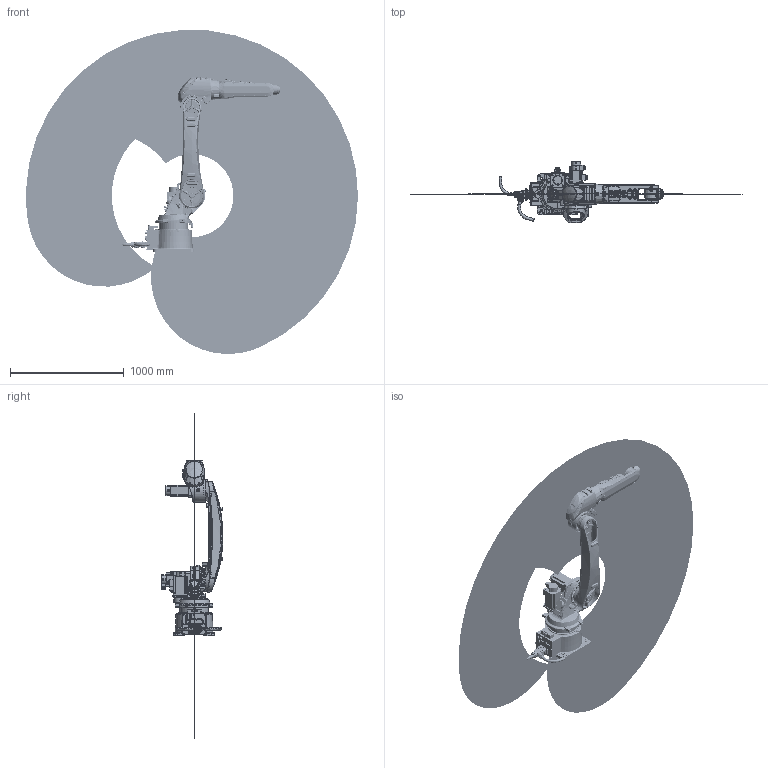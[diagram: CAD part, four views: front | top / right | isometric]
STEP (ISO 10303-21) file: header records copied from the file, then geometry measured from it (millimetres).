
FILE_DESCRIPTION (( 'STEP AP214' ), '1' );
FILE_NAME ('AN-25-30_1.6.STEP', '2024-03-25T03:12:46', ( '' ), ( '' ), 'SwSTEP 2.0', 'SolidWorks 2018', '' );
FILE_SCHEMA (( 'AUTOMOTIVE_DESIGN' ));
Length unit declared in the file: millimetre
Products named in the file (11): NB25s-3Dwork-D^NB25-30_1.6-Models(2)_NB25-30_1.6-Models; NB25s-base-A^NB25-30_1.6-Models(2)_NB25-30_1.6-Models; NB25s-shouwan-A^NB25-30_1.6-Models(2)_NB25-30_1.6-Models; NB25s-shuchu-A^NB25-30_1.6-Models(2)_NB25-30_1.6-Models; NB25s-yao-A^NB25-30_1.6-Models(2)_NB25-30_1.6-Models; NB25s-xiaobihou-A^NB25-30_1.6-Models(2)_NB25-30_1.6-Models; AN-25-30_1.6; NB25-30_1.6-Models(2)^NB25-30_1.6-Models; AUTECH恅趼LOGO; NB25s-xiaobiqian-Clogo^NB25-30_1.6-Models(2)_NB25-30_1.6-Models; NB25s-dabi-A^NB25-30_1.6-Models(2)_NB25-30_1.6-Models
Assembly tree (11 placements, depth 3):
  AN-25-30_1.6
    NB25-30_1.6-Models(2)^NB25-30_1.6-Models
      NB25s-base-A^NB25-30_1.6-Models(2)_NB25-30_1.6-Models
      NB25s-yao-A^NB25-30_1.6-Models(2)_NB25-30_1.6-Models
      NB25s-dabi-A^NB25-30_1.6-Models(2)_NB25-30_1.6-Models
      NB25s-xiaobihou-A^NB25-30_1.6-Models(2)_NB25-30_1.6-Models
      NB25s-shouwan-A^NB25-30_1.6-Models(2)_NB25-30_1.6-Models
      NB25s-xiaobiqian-Clogo^NB25-30_1.6-Models(2)_NB25-30_1.6-Models
      NB25s-shuchu-A^NB25-30_1.6-Models(2)_NB25-30_1.6-Models
      NB25s-3Dwork-D^NB25-30_1.6-Models(2)_NB25-30_1.6-Models
    AUTECH恅趼LOGO  x2
Bounding box: 2912.78 x 541.74 x 2843.42 mm (x, y, z)
Volume: 71803464.4 mm3; surface area: 8711481.5 mm2
Topology: 33 solids, 63 shells, 7005 faces, 16982 edges, 10411 vertices
Faces by surface type: plane 2213, cylinder 2016, bspline 1458, cone 711, torus 438, sphere 169
Entity records: 283996 total; most frequent: CARTESIAN_POINT 131820, ORIENTED_EDGE 32949, DIRECTION 29824, EDGE_CURVE 16478, AXIS2_PLACEMENT_3D 11610, VERTEX_POINT 10183, EDGE_LOOP 7401, ADVANCED_FACE 6873
